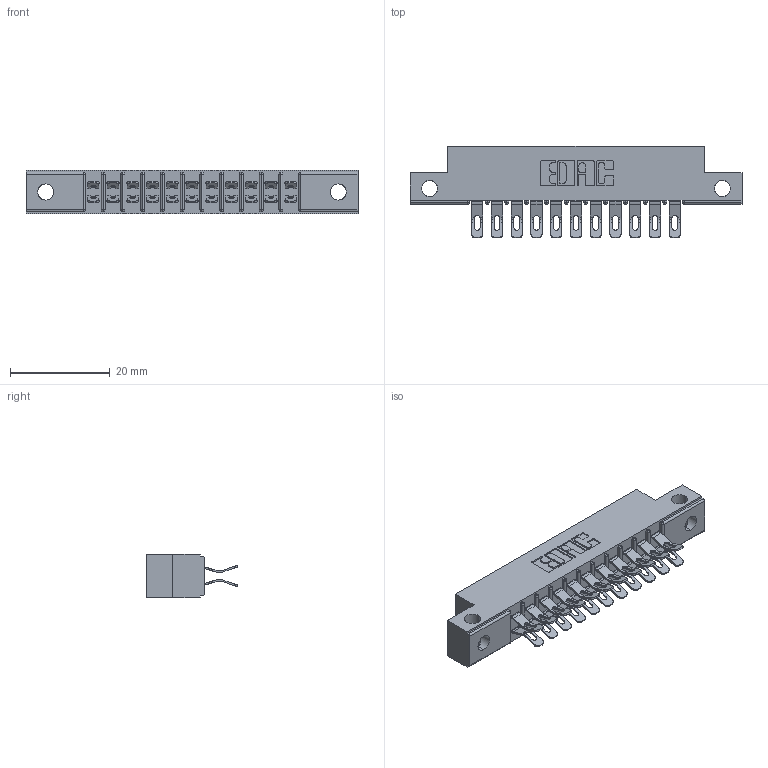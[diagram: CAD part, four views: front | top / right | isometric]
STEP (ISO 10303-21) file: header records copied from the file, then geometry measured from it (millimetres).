
FILE_DESCRIPTION (( 'STEP AP203' ), '1' );
FILE_NAME ('305-022-555-512.STEP', '2020-09-19T20:53:04', ( '' ), ( '' ), 'SwSTEP 2.0', 'SolidWorks 2020', '' );
FILE_SCHEMA (( 'CONFIG_CONTROL_DESIGN' ));
Length unit declared in the file: inch
Products named in the file (3): 305-290-001_555; 305-022-555-512; 305 Part_.128 Dia
Assembly tree (23 placements, depth 2):
  305-022-555-512
    305 Part_.128 Dia
    305-290-001_555  x22
Bounding box: 66.6 x 18.41 x 8.71 mm (x, y, z)
Volume: 3963.8 mm3; surface area: 7567.6 mm2
Topology: 23 solids, 23 shells, 1580 faces, 4697 edges, 3066 vertices
Faces by surface type: plane 772, cylinder 764, sphere 44
Entity records: 16714 total; most frequent: CARTESIAN_POINT 2833, ORIENTED_EDGE 2754, DIRECTION 2699, EDGE_CURVE 1377, LINE 1043, VECTOR 1043, VERTEX_POINT 882, AXIS2_PLACEMENT_3D 828
